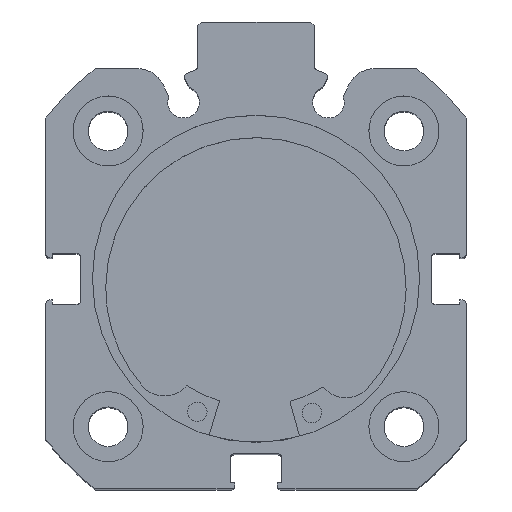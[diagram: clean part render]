
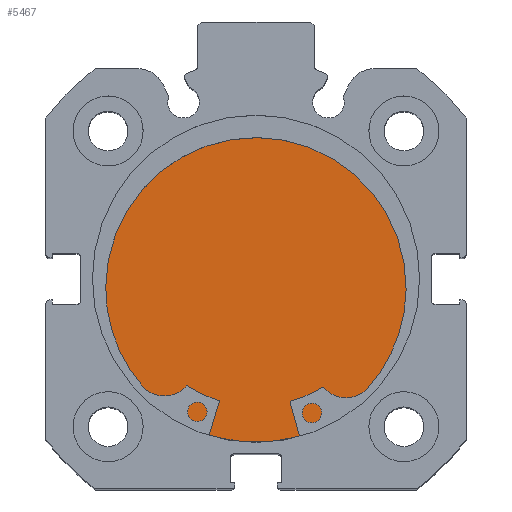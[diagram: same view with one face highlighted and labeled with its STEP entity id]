
A CAD part, top view. The second image highlights one B-rep face of the part: STEP entity #5467.
In plain terms, the highlighted face is planar.
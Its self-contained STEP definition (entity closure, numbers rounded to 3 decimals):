
#125 = EDGE_LOOP ( 'NONE', ( #6457, #6429 ) ) ;
#280 = CIRCLE ( 'NONE', #5000, 21. ) ;
#341 = CIRCLE ( 'NONE', #5019, 21. ) ;
#1074 = FACE_OUTER_BOUND ( 'NONE', #125, .T. ) ;
#1302 = PLANE ( 'NONE',  #5265 ) ;
#1305 = CARTESIAN_POINT ( 'NONE',  ( 8.5, 21., 0. ) ) ;
#1311 = DIRECTION ( 'NONE',  ( -1., 0., 0. ) ) ;
#1312 = DIRECTION ( 'NONE',  ( 0., 0., 1. ) ) ;
#1380 = CARTESIAN_POINT ( 'NONE',  ( 8.5, 0., 21. ) ) ;
#3794 = DIRECTION ( 'NONE',  ( 0., 0., 1. ) ) ;
#3795 = DIRECTION ( 'NONE',  ( -1., 0., 0. ) ) ;
#3806 = CARTESIAN_POINT ( 'NONE',  ( 8.5, 0., 0. ) ) ;
#3940 = DIRECTION ( 'NONE',  ( 0., 0., 1. ) ) ;
#3941 = DIRECTION ( 'NONE',  ( -1., 0., 0. ) ) ;
#3950 = CARTESIAN_POINT ( 'NONE',  ( 8.5, 0., 0. ) ) ;
#4235 = VERTEX_POINT ( 'NONE', #5371 ) ;
#4518 = EDGE_CURVE ( 'NONE', #5497, #4235, #280, .T. ) ;
#4560 = EDGE_CURVE ( 'NONE', #4235, #5497, #341, .T. ) ;
#5000 = AXIS2_PLACEMENT_3D ( 'NONE', #3950, #3941, #3940 ) ;
#5019 = AXIS2_PLACEMENT_3D ( 'NONE', #3806, #3795, #3794 ) ;
#5265 = AXIS2_PLACEMENT_3D ( 'NONE', #1305, #1311, #1312 ) ;
#5371 = CARTESIAN_POINT ( 'NONE',  ( 8.5, 0., -21. ) ) ;
#5467 = ADVANCED_FACE ( 'NONE', ( #1074 ), #1302, .F. ) ;
#5497 = VERTEX_POINT ( 'NONE', #1380 ) ;
#6429 = ORIENTED_EDGE ( 'NONE', *, *, #4560, .F. ) ;
#6457 = ORIENTED_EDGE ( 'NONE', *, *, #4518, .F. ) ;
